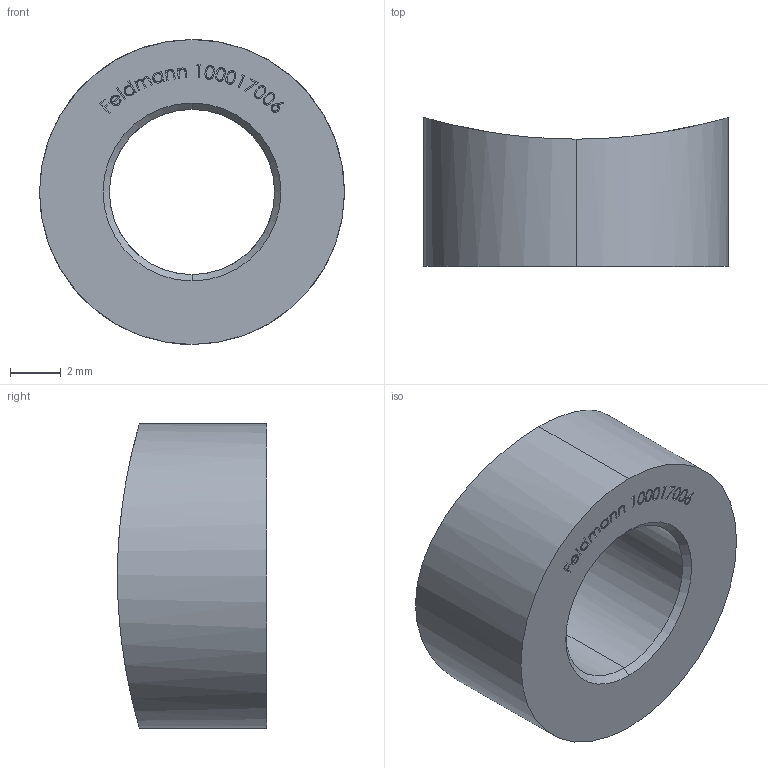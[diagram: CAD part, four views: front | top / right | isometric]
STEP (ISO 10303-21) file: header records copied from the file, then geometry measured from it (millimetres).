
FILE_DESCRIPTION (( 'STEP AP203' ), '1' );
FILE_NAME ('100017006.STEP', '2018-03-16T08:04:19', ( '' ), ( '' ), 'SwSTEP 2.0', 'SolidWorks 2015', '' );
FILE_SCHEMA (( 'CONFIG_CONTROL_DESIGN' ));
Length unit declared in the file: millimetre
Products named in the file (1): 100017006
Bounding box: 12 x 5.87 x 12 mm (x, y, z)
Volume: 421 mm3; surface area: 471.3 mm2
Topology: 1 solids, 1 shells, 211 faces, 547 edges, 364 vertices
Faces by surface type: plane 102, bspline 102, cylinder 5, cone 2
Entity records: 12978 total; most frequent: CARTESIAN_POINT 8431, ORIENTED_EDGE 1094, DIRECTION 565, EDGE_CURVE 547, VERTEX_POINT 364, VECTOR 333, LINE 333, EDGE_LOOP 239
